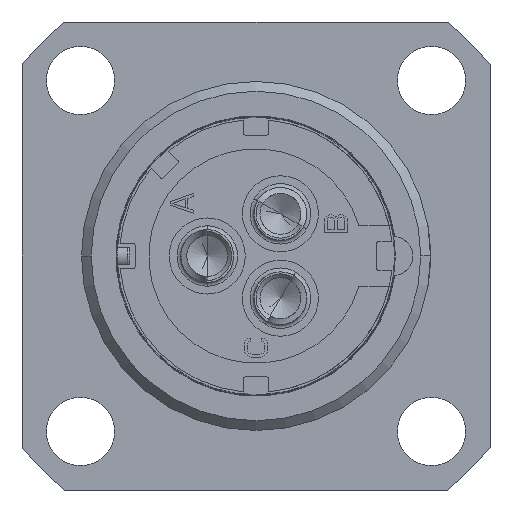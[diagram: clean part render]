
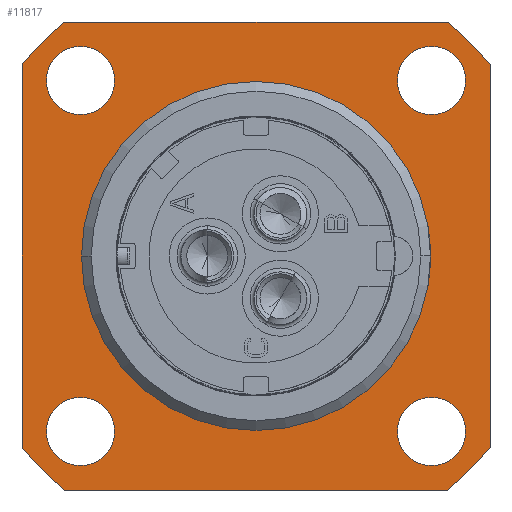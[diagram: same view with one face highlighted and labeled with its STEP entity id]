
A CAD part, left-side view. The second image highlights one B-rep face of the part: STEP entity #11817.
In plain terms, the highlighted planar face has unit normal (-1, 0, 0).
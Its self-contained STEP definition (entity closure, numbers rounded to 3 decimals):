
#2649=CARTESIAN_POINT('',(-4.7,0.,0.));
#2650=DIRECTION('',(-1.,0.,0.));
#2651=DIRECTION('',(0.,1.,0.));
#2652=AXIS2_PLACEMENT_3D('',#2649,#2650,#2651);
#2702=CARTESIAN_POINT('',(-4.7,0.,0.));
#2703=DIRECTION('',(-1.,0.,0.));
#2704=DIRECTION('',(0.,-1.,0.));
#2705=AXIS2_PLACEMENT_3D('',#2702,#2703,#2704);
#3081=DIRECTION('',(0.,0.,1.));
#3082=VECTOR('',#3081,19.621);
#3083=CARTESIAN_POINT('',(-4.7,-12.,-9.811));
#3084=LINE('676',#3083,#3082);
#3085=CARTESIAN_POINT('',(-4.7,0.,0.));
#3086=DIRECTION('',(-1.,0.,0.));
#3087=DIRECTION('',(0.,-0.633,-0.774));
#3088=AXIS2_PLACEMENT_3D('',#3085,#3086,#3087);
#3090=DIRECTION('',(0.,-1.,0.));
#3091=VECTOR('',#3090,19.621);
#3092=CARTESIAN_POINT('',(-4.7,9.811,-12.));
#3093=LINE('678',#3092,#3091);
#3094=CARTESIAN_POINT('',(-4.7,0.,0.));
#3095=DIRECTION('',(-1.,0.,0.));
#3096=DIRECTION('',(0.,0.774,-0.633));
#3097=AXIS2_PLACEMENT_3D('',#3094,#3095,#3096);
#3099=DIRECTION('',(0.,0.,-1.));
#3100=VECTOR('',#3099,19.621);
#3101=CARTESIAN_POINT('',(-4.7,12.,9.811));
#3102=LINE('680',#3101,#3100);
#3103=CARTESIAN_POINT('',(-4.7,0.,0.));
#3104=DIRECTION('',(-1.,0.,0.));
#3105=DIRECTION('',(0.,0.633,0.774));
#3106=AXIS2_PLACEMENT_3D('',#3103,#3104,#3105);
#3108=DIRECTION('',(0.,1.,0.));
#3109=VECTOR('',#3108,19.621);
#3110=CARTESIAN_POINT('',(-4.7,-9.811,12.));
#3111=LINE('682',#3110,#3109);
#3112=CARTESIAN_POINT('',(-4.7,0.,0.));
#3113=DIRECTION('',(-1.,0.,0.));
#3114=DIRECTION('',(0.,-0.774,0.633));
#3115=AXIS2_PLACEMENT_3D('',#3112,#3113,#3114);
#3117=CARTESIAN_POINT('',(-4.7,9.,9.));
#3118=DIRECTION('',(-1.,0.,0.));
#3119=DIRECTION('',(0.,0.,-1.));
#3120=AXIS2_PLACEMENT_3D('',#3117,#3118,#3119);
#3122=CARTESIAN_POINT('',(-4.7,9.,9.));
#3123=DIRECTION('',(-1.,0.,0.));
#3124=DIRECTION('',(0.,0.,1.));
#3125=AXIS2_PLACEMENT_3D('',#3122,#3123,#3124);
#3127=CARTESIAN_POINT('',(-4.7,9.,-9.));
#3128=DIRECTION('',(-1.,0.,0.));
#3129=DIRECTION('',(0.,0.,-1.));
#3130=AXIS2_PLACEMENT_3D('',#3127,#3128,#3129);
#3132=CARTESIAN_POINT('',(-4.7,9.,-9.));
#3133=DIRECTION('',(-1.,0.,0.));
#3134=DIRECTION('',(0.,0.,1.));
#3135=AXIS2_PLACEMENT_3D('',#3132,#3133,#3134);
#3137=CARTESIAN_POINT('',(-4.7,-9.,-9.));
#3138=DIRECTION('',(-1.,0.,0.));
#3139=DIRECTION('',(0.,0.,-1.));
#3140=AXIS2_PLACEMENT_3D('',#3137,#3138,#3139);
#3142=CARTESIAN_POINT('',(-4.7,-9.,-9.));
#3143=DIRECTION('',(-1.,0.,0.));
#3144=DIRECTION('',(0.,0.,1.));
#3145=AXIS2_PLACEMENT_3D('',#3142,#3143,#3144);
#3147=CARTESIAN_POINT('',(-4.7,-9.,9.));
#3148=DIRECTION('',(-1.,0.,0.));
#3149=DIRECTION('',(0.,0.,-1.));
#3150=AXIS2_PLACEMENT_3D('',#3147,#3148,#3149);
#3152=CARTESIAN_POINT('',(-4.7,-9.,9.));
#3153=DIRECTION('',(-1.,0.,0.));
#3154=DIRECTION('',(0.,0.,1.));
#3155=AXIS2_PLACEMENT_3D('',#3152,#3153,#3154);
#5132=CARTESIAN_POINT('',(-4.7,-12.,-9.811));
#5133=CARTESIAN_POINT('',(-4.7,-12.,9.811));
#5134=VERTEX_POINT('',#5132);
#5135=VERTEX_POINT('',#5133);
#5136=CARTESIAN_POINT('',(-4.7,-9.811,-12.));
#5137=VERTEX_POINT('',#5136);
#5138=CARTESIAN_POINT('',(-4.7,9.811,-12.));
#5139=VERTEX_POINT('',#5138);
#5140=CARTESIAN_POINT('',(-4.7,12.,-9.811));
#5141=VERTEX_POINT('',#5140);
#5142=CARTESIAN_POINT('',(-4.7,12.,9.811));
#5143=VERTEX_POINT('',#5142);
#5144=CARTESIAN_POINT('',(-4.7,9.811,12.));
#5145=VERTEX_POINT('',#5144);
#5146=CARTESIAN_POINT('',(-4.7,-9.811,12.));
#5147=VERTEX_POINT('',#5146);
#5152=CARTESIAN_POINT('',(-4.7,-8.95,0.));
#5153=CARTESIAN_POINT('',(-4.7,8.95,0.));
#5154=VERTEX_POINT('',#5152);
#5155=VERTEX_POINT('',#5153);
#5188=CARTESIAN_POINT('',(-4.7,9.,7.25));
#5189=CARTESIAN_POINT('',(-4.7,9.,10.75));
#5190=VERTEX_POINT('',#5188);
#5191=VERTEX_POINT('',#5189);
#5192=CARTESIAN_POINT('',(-4.7,9.,-10.75));
#5193=CARTESIAN_POINT('',(-4.7,9.,-7.25));
#5194=VERTEX_POINT('',#5192);
#5195=VERTEX_POINT('',#5193);
#5196=CARTESIAN_POINT('',(-4.7,-9.,-10.75));
#5197=CARTESIAN_POINT('',(-4.7,-9.,-7.25));
#5198=VERTEX_POINT('',#5196);
#5199=VERTEX_POINT('',#5197);
#5200=CARTESIAN_POINT('',(-4.7,-9.,7.25));
#5201=CARTESIAN_POINT('',(-4.7,-9.,10.75));
#5202=VERTEX_POINT('',#5200);
#5203=VERTEX_POINT('',#5201);
#11766=CARTESIAN_POINT('',(-4.7,0.,0.));
#11767=DIRECTION('',(1.,0.,0.));
#11768=DIRECTION('',(0.,0.,-1.));
#11769=AXIS2_PLACEMENT_3D('',#11766,#11767,#11768);
#11770=PLANE('267',#11769);
#11772=ORIENTED_EDGE('676',*,*,#11771,.F.);
#11774=ORIENTED_EDGE('677',*,*,#11773,.F.);
#11776=ORIENTED_EDGE('678',*,*,#11775,.F.);
#11778=ORIENTED_EDGE('679',*,*,#11777,.F.);
#11780=ORIENTED_EDGE('680',*,*,#11779,.F.);
#11782=ORIENTED_EDGE('681',*,*,#11781,.F.);
#11784=ORIENTED_EDGE('682',*,*,#11783,.F.);
#11786=ORIENTED_EDGE('683',*,*,#11785,.F.);
#11787=EDGE_LOOP('267',(#11772,#11774,#11776,#11778,#11780,#11782,#11784,
#11786));
#11788=FACE_OUTER_BOUND('267',#11787,.F.);
#11790=ORIENTED_EDGE('724',*,*,#11789,.T.);
#11792=ORIENTED_EDGE('725',*,*,#11791,.T.);
#11793=EDGE_LOOP('267',(#11790,#11792));
#11794=FACE_BOUND('267',#11793,.F.);
#11796=ORIENTED_EDGE('726',*,*,#11795,.T.);
#11798=ORIENTED_EDGE('727',*,*,#11797,.T.);
#11799=EDGE_LOOP('267',(#11796,#11798));
#11800=FACE_BOUND('267',#11799,.F.);
#11802=ORIENTED_EDGE('728',*,*,#11801,.T.);
#11804=ORIENTED_EDGE('729',*,*,#11803,.T.);
#11805=EDGE_LOOP('267',(#11802,#11804));
#11806=FACE_BOUND('267',#11805,.F.);
#11808=ORIENTED_EDGE('730',*,*,#11807,.T.);
#11810=ORIENTED_EDGE('731',*,*,#11809,.T.);
#11811=EDGE_LOOP('267',(#11808,#11810));
#11812=FACE_BOUND('267',#11811,.F.);
#11813=ORIENTED_EDGE('693',*,*,#11026,.T.);
#11814=ORIENTED_EDGE('695',*,*,#10972,.T.);
#11815=EDGE_LOOP('267',(#11813,#11814));
#11816=FACE_BOUND('267',#11815,.F.);
#2653=CIRCLE('695',#2652,8.95);
#2706=CIRCLE('693',#2705,8.95);
#3089=CIRCLE('677',#3088,15.5);
#3098=CIRCLE('679',#3097,15.5);
#3107=CIRCLE('681',#3106,15.5);
#3116=CIRCLE('683',#3115,15.5);
#3121=CIRCLE('724',#3120,1.75);
#3126=CIRCLE('725',#3125,1.75);
#3131=CIRCLE('726',#3130,1.75);
#3136=CIRCLE('727',#3135,1.75);
#3141=CIRCLE('728',#3140,1.75);
#3146=CIRCLE('729',#3145,1.75);
#3151=CIRCLE('730',#3150,1.75);
#3156=CIRCLE('731',#3155,1.75);
#10972=EDGE_CURVE('695',#5155,#5154,#2653,.T.);
#11026=EDGE_CURVE('693',#5154,#5155,#2706,.T.);
#11771=EDGE_CURVE('676',#5134,#5135,#3084,.T.);
#11773=EDGE_CURVE('677',#5137,#5134,#3089,.T.);
#11775=EDGE_CURVE('678',#5139,#5137,#3093,.T.);
#11777=EDGE_CURVE('679',#5141,#5139,#3098,.T.);
#11779=EDGE_CURVE('680',#5143,#5141,#3102,.T.);
#11781=EDGE_CURVE('681',#5145,#5143,#3107,.T.);
#11783=EDGE_CURVE('682',#5147,#5145,#3111,.T.);
#11785=EDGE_CURVE('683',#5135,#5147,#3116,.T.);
#11789=EDGE_CURVE('724',#5190,#5191,#3121,.T.);
#11791=EDGE_CURVE('725',#5191,#5190,#3126,.T.);
#11795=EDGE_CURVE('726',#5194,#5195,#3131,.T.);
#11797=EDGE_CURVE('727',#5195,#5194,#3136,.T.);
#11801=EDGE_CURVE('728',#5198,#5199,#3141,.T.);
#11803=EDGE_CURVE('729',#5199,#5198,#3146,.T.);
#11807=EDGE_CURVE('730',#5202,#5203,#3151,.T.);
#11809=EDGE_CURVE('731',#5203,#5202,#3156,.T.);
#11817=ADVANCED_FACE('267',(#11788,#11794,#11800,#11806,#11812,#11816),#11770,
.F.);
